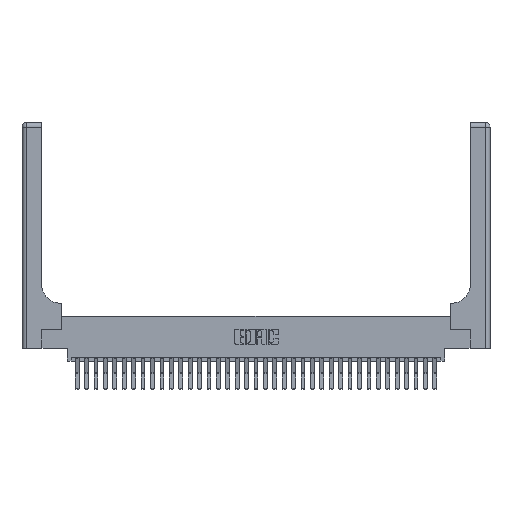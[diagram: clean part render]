
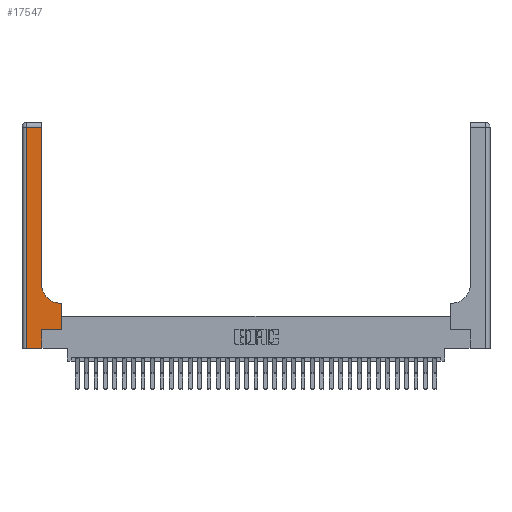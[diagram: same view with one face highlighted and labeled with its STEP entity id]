
A CAD part, top view. The second image highlights one B-rep face of the part: STEP entity #17547.
In plain terms, the highlighted planar face has unit normal (0, 0, 1).
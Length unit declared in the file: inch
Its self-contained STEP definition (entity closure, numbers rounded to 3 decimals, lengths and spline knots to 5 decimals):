
#971 = CARTESIAN_POINT ( 'NONE',  ( 0., 0., 0.37 ) ) ;
#1890 = VECTOR ( 'NONE', #26935, 39.37008 ) ;
#2940 = LINE ( 'NONE', #22525, #12603 ) ;
#3441 = CARTESIAN_POINT ( 'NONE',  ( 0.528, 0.25, 0.37 ) ) ;
#3520 = DIRECTION ( 'NONE',  ( 0., 0., -1. ) ) ;
#3745 = FACE_OUTER_BOUND ( 'NONE', #22914, .T. ) ;
#3849 = CARTESIAN_POINT ( 'NONE',  ( 0.51, 0.6, 0.37 ) ) ;
#4450 = CARTESIAN_POINT ( 'NONE',  ( 0.265, 0.25, 0.37 ) ) ;
#4656 = ORIENTED_EDGE ( 'NONE', *, *, #19668, .T. ) ;
#4786 = LINE ( 'NONE', #11217, #25812 ) ;
#5005 = VERTEX_POINT ( 'NONE', #20075 ) ;
#5647 = DIRECTION ( 'NONE',  ( 0., 1., 0. ) ) ;
#6118 = LINE ( 'NONE', #971, #22167 ) ;
#6205 = ORIENTED_EDGE ( 'NONE', *, *, #25545, .T. ) ;
#6502 = LINE ( 'NONE', #16294, #6686 ) ;
#6686 = VECTOR ( 'NONE', #23643, 39.37008 ) ;
#7716 = CARTESIAN_POINT ( 'NONE',  ( 0.265, 0., 0.37 ) ) ;
#8700 = VERTEX_POINT ( 'NONE', #29355 ) ;
#8743 = PLANE ( 'NONE',  #15799 ) ;
#8840 = CARTESIAN_POINT ( 'NONE',  ( 0.06, 2.94, 0.37 ) ) ;
#9537 = LINE ( 'NONE', #19317, #23215 ) ;
#9612 = VECTOR ( 'NONE', #19033, 39.37008 ) ;
#9662 = EDGE_CURVE ( 'NONE', #26557, #23325, #14537, .T. ) ;
#10820 = CIRCLE ( 'NONE', #21570, 0.25 ) ;
#10860 = ORIENTED_EDGE ( 'NONE', *, *, #30806, .T. ) ;
#11217 = CARTESIAN_POINT ( 'NONE',  ( 0., 2.94, 0.37 ) ) ;
#12603 = VECTOR ( 'NONE', #20113, 39.37008 ) ;
#12695 = EDGE_CURVE ( 'NONE', #20723, #30234, #2940, .T. ) ;
#12918 = VERTEX_POINT ( 'NONE', #27095 ) ;
#13111 = CARTESIAN_POINT ( 'NONE',  ( 0.06, 0., 0.37 ) ) ;
#14537 = LINE ( 'NONE', #19503, #9612 ) ;
#14656 = EDGE_CURVE ( 'NONE', #14784, #20723, #17007, .T. ) ;
#14784 = VERTEX_POINT ( 'NONE', #7716 ) ;
#15799 = AXIS2_PLACEMENT_3D ( 'NONE', #22685, #18517, #28285 ) ;
#16220 = DIRECTION ( 'NONE',  ( 1., 0., 0. ) ) ;
#16294 = CARTESIAN_POINT ( 'NONE',  ( 0.26, 0.6, 0.37 ) ) ;
#17007 = LINE ( 'NONE', #29509, #1890 ) ;
#17547 = ADVANCED_FACE ( 'NONE', ( #3745 ), #8743, .F. ) ;
#17849 = EDGE_CURVE ( 'NONE', #30234, #12918, #29868, .T. ) ;
#18517 = DIRECTION ( 'NONE',  ( 0., 0., -1. ) ) ;
#18646 = ORIENTED_EDGE ( 'NONE', *, *, #17849, .T. ) ;
#19033 = DIRECTION ( 'NONE',  ( 0., -1., 0. ) ) ;
#19317 = CARTESIAN_POINT ( 'NONE',  ( 0.26, 3., 0.37 ) ) ;
#19503 = CARTESIAN_POINT ( 'NONE',  ( 0.06, 3., 0.37 ) ) ;
#19668 = EDGE_CURVE ( 'NONE', #26540, #5005, #10820, .T. ) ;
#19915 = VECTOR ( 'NONE', #5647, 39.37008 ) ;
#20075 = CARTESIAN_POINT ( 'NONE',  ( 0.26, 0.85, 0.37 ) ) ;
#20113 = DIRECTION ( 'NONE',  ( 1., 0., 0. ) ) ;
#20723 = VERTEX_POINT ( 'NONE', #4450 ) ;
#21038 = ORIENTED_EDGE ( 'NONE', *, *, #24341, .T. ) ;
#21552 = DIRECTION ( 'NONE',  ( 0., 1., 0. ) ) ;
#21570 = AXIS2_PLACEMENT_3D ( 'NONE', #28060, #3520, #30159 ) ;
#22167 = VECTOR ( 'NONE', #16220, 39.37008 ) ;
#22525 = CARTESIAN_POINT ( 'NONE',  ( 0.265, 0.25, 0.37 ) ) ;
#22685 = CARTESIAN_POINT ( 'NONE',  ( 0., 3., 0.37 ) ) ;
#22745 = ORIENTED_EDGE ( 'NONE', *, *, #12695, .T. ) ;
#22914 = EDGE_LOOP ( 'NONE', ( #21038, #10860, #27444, #28413, #31454, #22745, #18646, #6205, #4656 ) ) ;
#23215 = VECTOR ( 'NONE', #21552, 39.37008 ) ;
#23325 = VERTEX_POINT ( 'NONE', #13111 ) ;
#23643 = DIRECTION ( 'NONE',  ( -1., 0., 0. ) ) ;
#24341 = EDGE_CURVE ( 'NONE', #5005, #8700, #9537, .T. ) ;
#25545 = EDGE_CURVE ( 'NONE', #12918, #26540, #6502, .T. ) ;
#25812 = VECTOR ( 'NONE', #31592, 39.37008 ) ;
#26540 = VERTEX_POINT ( 'NONE', #3849 ) ;
#26557 = VERTEX_POINT ( 'NONE', #8840 ) ;
#26935 = DIRECTION ( 'NONE',  ( 0., 1., 0. ) ) ;
#27095 = CARTESIAN_POINT ( 'NONE',  ( 0.528, 0.6, 0.37 ) ) ;
#27444 = ORIENTED_EDGE ( 'NONE', *, *, #9662, .T. ) ;
#27619 = CARTESIAN_POINT ( 'NONE',  ( 0.528, 0.25, 0.37 ) ) ;
#27876 = EDGE_CURVE ( 'NONE', #23325, #14784, #6118, .T. ) ;
#28060 = CARTESIAN_POINT ( 'NONE',  ( 0.51, 0.85, 0.37 ) ) ;
#28285 = DIRECTION ( 'NONE',  ( -1., 0., 0. ) ) ;
#28413 = ORIENTED_EDGE ( 'NONE', *, *, #27876, .T. ) ;
#29355 = CARTESIAN_POINT ( 'NONE',  ( 0.26, 2.94, 0.37 ) ) ;
#29509 = CARTESIAN_POINT ( 'NONE',  ( 0.265, 0., 0.37 ) ) ;
#29868 = LINE ( 'NONE', #27619, #19915 ) ;
#30159 = DIRECTION ( 'NONE',  ( 1., 0., 0. ) ) ;
#30234 = VERTEX_POINT ( 'NONE', #3441 ) ;
#30806 = EDGE_CURVE ( 'NONE', #8700, #26557, #4786, .T. ) ;
#31454 = ORIENTED_EDGE ( 'NONE', *, *, #14656, .T. ) ;
#31592 = DIRECTION ( 'NONE',  ( -1., 0., 0. ) ) ;
